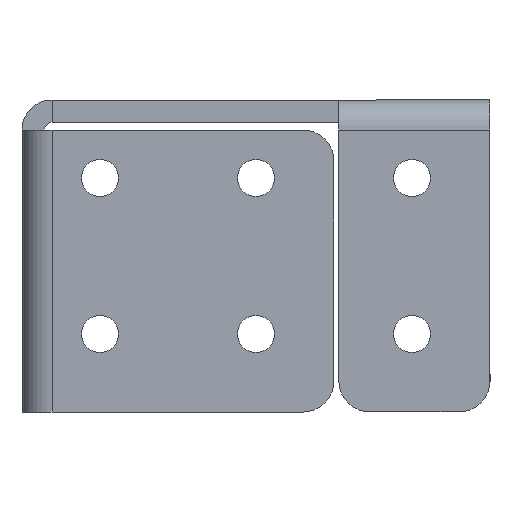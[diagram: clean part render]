
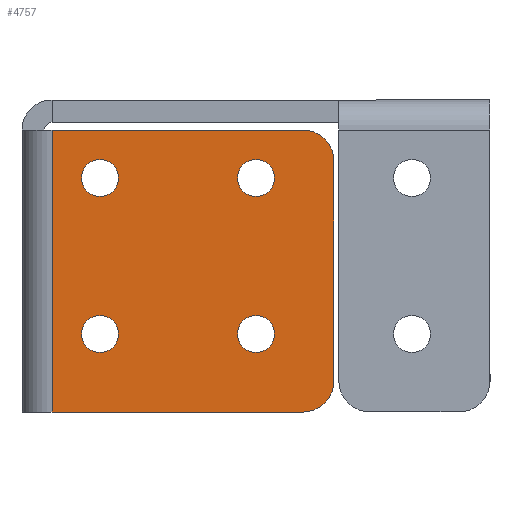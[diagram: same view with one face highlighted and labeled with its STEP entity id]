
A CAD part, left-side view. The second image highlights one B-rep face of the part: STEP entity #4757.
In plain terms, the highlighted planar face has unit normal (-1, 0, 0).
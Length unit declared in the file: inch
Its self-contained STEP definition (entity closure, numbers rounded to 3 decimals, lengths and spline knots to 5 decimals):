
#29 = CARTESIAN_POINT ( 'NONE',  ( 0., -1.13484, 0. ) ) ;
#54 = CIRCLE ( 'NONE', #2262, 0.07475 ) ;
#64 = EDGE_CURVE ( 'NONE', #134, #2436, #2391, .T. ) ;
#134 = VERTEX_POINT ( 'NONE', #875 ) ;
#188 = EDGE_CURVE ( 'NONE', #7368, #1315, #54, .T. ) ;
#216 = ORIENTED_EDGE ( 'NONE', *, *, #5142, .T. ) ;
#368 = AXIS2_PLACEMENT_3D ( 'NONE', #3297, #420, #6898 ) ;
#379 = CARTESIAN_POINT ( 'NONE',  ( 0., -0.12125, 1.13859 ) ) ;
#403 = CARTESIAN_POINT ( 'NONE',  ( 0., -0.94488, 0.31496 ) ) ;
#420 = DIRECTION ( 'NONE',  ( 1., 0., 0. ) ) ;
#431 = FACE_BOUND ( 'NONE', #6992, .T. ) ;
#470 = FACE_OUTER_BOUND ( 'NONE', #6476, .T. ) ;
#493 = DIRECTION ( 'NONE',  ( 1., 0., 0. ) ) ;
#572 = LINE ( 'NONE', #2839, #1369 ) ;
#837 = DIRECTION ( 'NONE',  ( 0., 1., 0. ) ) ;
#875 = CARTESIAN_POINT ( 'NONE',  ( 0., -0.24021, 0.31496 ) ) ;
#989 = CARTESIAN_POINT ( 'NONE',  ( 0., -0.31496, 0.31496 ) ) ;
#1019 = DIRECTION ( 'NONE',  ( 1., 0., 0. ) ) ;
#1055 = CARTESIAN_POINT ( 'NONE',  ( 0., -0.38971, 0.31496 ) ) ;
#1154 = DIRECTION ( 'NONE',  ( 0., 1., 0. ) ) ;
#1219 = CARTESIAN_POINT ( 'NONE',  ( 0., -0.31496, 0.31496 ) ) ;
#1223 = ORIENTED_EDGE ( 'NONE', *, *, #7334, .T. ) ;
#1251 = AXIS2_PLACEMENT_3D ( 'NONE', #5766, #493, #2830 ) ;
#1315 = VERTEX_POINT ( 'NONE', #3039 ) ;
#1369 = VECTOR ( 'NONE', #1753, 39.37008 ) ;
#1372 = CARTESIAN_POINT ( 'NONE',  ( 0., -0.94488, 0.94488 ) ) ;
#1477 = AXIS2_PLACEMENT_3D ( 'NONE', #2916, #2846, #1154 ) ;
#1499 = VERTEX_POINT ( 'NONE', #379 ) ;
#1579 = DIRECTION ( 'NONE',  ( 1., 0., 0. ) ) ;
#1753 = DIRECTION ( 'NONE',  ( 0., 0., 1. ) ) ;
#1780 = VERTEX_POINT ( 'NONE', #4752 ) ;
#1793 = EDGE_CURVE ( 'NONE', #6159, #4881, #3031, .T. ) ;
#1835 = EDGE_CURVE ( 'NONE', #4410, #4891, #7576, .T. ) ;
#1965 = CARTESIAN_POINT ( 'NONE',  ( 0., -0.31496, 0.94488 ) ) ;
#2014 = VERTEX_POINT ( 'NONE', #3981 ) ;
#2193 = FACE_BOUND ( 'NONE', #2868, .T. ) ;
#2206 = ORIENTED_EDGE ( 'NONE', *, *, #2922, .T. ) ;
#2262 = AXIS2_PLACEMENT_3D ( 'NONE', #2644, #3725, #4343 ) ;
#2391 = CIRCLE ( 'NONE', #6833, 0.07475 ) ;
#2436 = VERTEX_POINT ( 'NONE', #1055 ) ;
#2448 = CARTESIAN_POINT ( 'NONE',  ( 0., 0., 0. ) ) ;
#2602 = DIRECTION ( 'NONE',  ( 1., 0., 0. ) ) ;
#2644 = CARTESIAN_POINT ( 'NONE',  ( 0., -0.94488, 0.31496 ) ) ;
#2660 = DIRECTION ( 'NONE',  ( 0., 0., 1. ) ) ;
#2698 = CARTESIAN_POINT ( 'NONE',  ( 0., 0., 0. ) ) ;
#2731 = FACE_BOUND ( 'NONE', #5938, .T. ) ;
#2740 = AXIS2_PLACEMENT_3D ( 'NONE', #1965, #4272, #6048 ) ;
#2830 = DIRECTION ( 'NONE',  ( 0., 1., 0. ) ) ;
#2839 = CARTESIAN_POINT ( 'NONE',  ( 0., -0.12125, 1.13859 ) ) ;
#2846 = DIRECTION ( 'NONE',  ( -1., 0., 0. ) ) ;
#2868 = EDGE_LOOP ( 'NONE', ( #1223, #216 ) ) ;
#2916 = CARTESIAN_POINT ( 'NONE',  ( 0., -1.13484, 1.01359 ) ) ;
#2922 = EDGE_CURVE ( 'NONE', #4881, #5299, #3651, .T. ) ;
#3031 = LINE ( 'NONE', #2448, #3384 ) ;
#3039 = CARTESIAN_POINT ( 'NONE',  ( 0., -1.01963, 0.31496 ) ) ;
#3077 = VECTOR ( 'NONE', #837, 39.37008 ) ;
#3110 = CIRCLE ( 'NONE', #2740, 0.07475 ) ;
#3118 = CARTESIAN_POINT ( 'NONE',  ( 0., -0.12125, 0. ) ) ;
#3154 = ORIENTED_EDGE ( 'NONE', *, *, #4909, .T. ) ;
#3195 = CIRCLE ( 'NONE', #368, 0.07475 ) ;
#3297 = CARTESIAN_POINT ( 'NONE',  ( 0., -0.31496, 0.94488 ) ) ;
#3307 = ORIENTED_EDGE ( 'NONE', *, *, #4998, .T. ) ;
#3384 = VECTOR ( 'NONE', #4796, 39.37008 ) ;
#3421 = DIRECTION ( 'NONE',  ( -1., 0., 0. ) ) ;
#3424 = EDGE_LOOP ( 'NONE', ( #6244, #6400 ) ) ;
#3528 = DIRECTION ( 'NONE',  ( 0., 1., 0. ) ) ;
#3539 = ORIENTED_EDGE ( 'NONE', *, *, #188, .T. ) ;
#3651 = CIRCLE ( 'NONE', #7354, 0.125 ) ;
#3725 = DIRECTION ( 'NONE',  ( 1., 0., 0. ) ) ;
#3981 = CARTESIAN_POINT ( 'NONE',  ( 0., -0.38971, 0.94488 ) ) ;
#4033 = VERTEX_POINT ( 'NONE', #7156 ) ;
#4216 = CARTESIAN_POINT ( 'NONE',  ( 0., -1.25984, 0.125 ) ) ;
#4239 = LINE ( 'NONE', #7264, #5031 ) ;
#4272 = DIRECTION ( 'NONE',  ( 1., 0., 0. ) ) ;
#4343 = DIRECTION ( 'NONE',  ( 0., 1., 0. ) ) ;
#4372 = EDGE_CURVE ( 'NONE', #1315, #7368, #6260, .T. ) ;
#4410 = VERTEX_POINT ( 'NONE', #5640 ) ;
#4444 = DIRECTION ( 'NONE',  ( 1., 0., 0. ) ) ;
#4488 = AXIS2_PLACEMENT_3D ( 'NONE', #1372, #2602, #5610 ) ;
#4501 = DIRECTION ( 'NONE',  ( 0., 1., 0. ) ) ;
#4576 = CARTESIAN_POINT ( 'NONE',  ( 0., -1.13484, 1.13859 ) ) ;
#4686 = DIRECTION ( 'NONE',  ( 1., 0., 0. ) ) ;
#4752 = CARTESIAN_POINT ( 'NONE',  ( 0., -1.25984, 1.01359 ) ) ;
#4757 = ADVANCED_FACE ( 'NONE', ( #431, #6163, #2193, #2731, #470 ), #5742, .F. ) ;
#4796 = DIRECTION ( 'NONE',  ( 0., -1., 0. ) ) ;
#4829 = CIRCLE ( 'NONE', #1251, 0.07475 ) ;
#4881 = VERTEX_POINT ( 'NONE', #29 ) ;
#4891 = VERTEX_POINT ( 'NONE', #7055 ) ;
#4909 = EDGE_CURVE ( 'NONE', #1780, #5902, #6901, .T. ) ;
#4998 = EDGE_CURVE ( 'NONE', #5902, #1499, #5957, .T. ) ;
#5031 = VECTOR ( 'NONE', #2660, 39.37008 ) ;
#5142 = EDGE_CURVE ( 'NONE', #2014, #4033, #3195, .T. ) ;
#5188 = CIRCLE ( 'NONE', #6301, 0.07475 ) ;
#5244 = ORIENTED_EDGE ( 'NONE', *, *, #64, .T. ) ;
#5299 = VERTEX_POINT ( 'NONE', #4216 ) ;
#5359 = CARTESIAN_POINT ( 'NONE',  ( 0., -0.87013, 0.31496 ) ) ;
#5403 = ORIENTED_EDGE ( 'NONE', *, *, #4372, .T. ) ;
#5533 = AXIS2_PLACEMENT_3D ( 'NONE', #2698, #1579, #4501 ) ;
#5588 = ORIENTED_EDGE ( 'NONE', *, *, #1793, .T. ) ;
#5610 = DIRECTION ( 'NONE',  ( 0., 1., 0. ) ) ;
#5640 = CARTESIAN_POINT ( 'NONE',  ( 0., -0.87013, 0.94488 ) ) ;
#5657 = EDGE_CURVE ( 'NONE', #5299, #1780, #4239, .T. ) ;
#5690 = DIRECTION ( 'NONE',  ( 0., 1., 0. ) ) ;
#5742 = PLANE ( 'NONE',  #5533 ) ;
#5766 = CARTESIAN_POINT ( 'NONE',  ( 0., -0.94488, 0.94488 ) ) ;
#5891 = ORIENTED_EDGE ( 'NONE', *, *, #5657, .T. ) ;
#5902 = VERTEX_POINT ( 'NONE', #4576 ) ;
#5938 = EDGE_LOOP ( 'NONE', ( #5244, #7119 ) ) ;
#5957 = LINE ( 'NONE', #6114, #3077 ) ;
#6048 = DIRECTION ( 'NONE',  ( 0., 1., 0. ) ) ;
#6114 = CARTESIAN_POINT ( 'NONE',  ( 0., 0., 1.13859 ) ) ;
#6159 = VERTEX_POINT ( 'NONE', #3118 ) ;
#6163 = FACE_BOUND ( 'NONE', #3424, .T. ) ;
#6244 = ORIENTED_EDGE ( 'NONE', *, *, #1835, .T. ) ;
#6260 = CIRCLE ( 'NONE', #7259, 0.07475 ) ;
#6293 = ORIENTED_EDGE ( 'NONE', *, *, #6410, .F. ) ;
#6301 = AXIS2_PLACEMENT_3D ( 'NONE', #989, #4444, #5690 ) ;
#6329 = DIRECTION ( 'NONE',  ( 0., 1., 0. ) ) ;
#6349 = CARTESIAN_POINT ( 'NONE',  ( 0., -1.13484, 0.125 ) ) ;
#6400 = ORIENTED_EDGE ( 'NONE', *, *, #6941, .T. ) ;
#6410 = EDGE_CURVE ( 'NONE', #6159, #1499, #572, .T. ) ;
#6476 = EDGE_LOOP ( 'NONE', ( #5891, #3154, #3307, #6293, #5588, #2206 ) ) ;
#6748 = EDGE_CURVE ( 'NONE', #2436, #134, #5188, .T. ) ;
#6833 = AXIS2_PLACEMENT_3D ( 'NONE', #1219, #4686, #7054 ) ;
#6898 = DIRECTION ( 'NONE',  ( 0., 1., 0. ) ) ;
#6901 = CIRCLE ( 'NONE', #1477, 0.125 ) ;
#6941 = EDGE_CURVE ( 'NONE', #4891, #4410, #4829, .T. ) ;
#6992 = EDGE_LOOP ( 'NONE', ( #3539, #5403 ) ) ;
#7054 = DIRECTION ( 'NONE',  ( 0., 1., 0. ) ) ;
#7055 = CARTESIAN_POINT ( 'NONE',  ( 0., -1.01963, 0.94488 ) ) ;
#7119 = ORIENTED_EDGE ( 'NONE', *, *, #6748, .T. ) ;
#7156 = CARTESIAN_POINT ( 'NONE',  ( 0., -0.24021, 0.94488 ) ) ;
#7259 = AXIS2_PLACEMENT_3D ( 'NONE', #403, #1019, #6329 ) ;
#7264 = CARTESIAN_POINT ( 'NONE',  ( 0., -1.25984, 0. ) ) ;
#7334 = EDGE_CURVE ( 'NONE', #4033, #2014, #3110, .T. ) ;
#7354 = AXIS2_PLACEMENT_3D ( 'NONE', #6349, #3421, #3528 ) ;
#7368 = VERTEX_POINT ( 'NONE', #5359 ) ;
#7576 = CIRCLE ( 'NONE', #4488, 0.07475 ) ;
